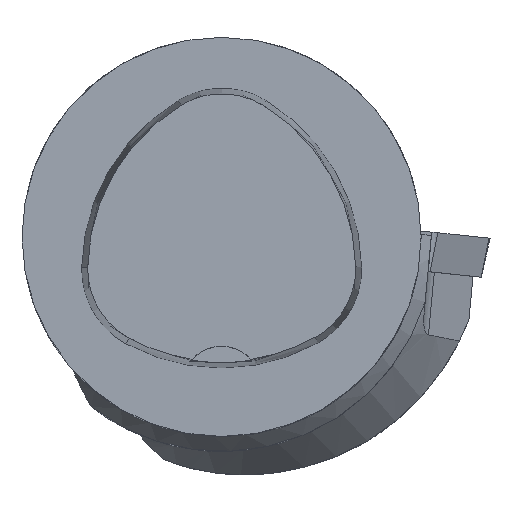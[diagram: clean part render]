
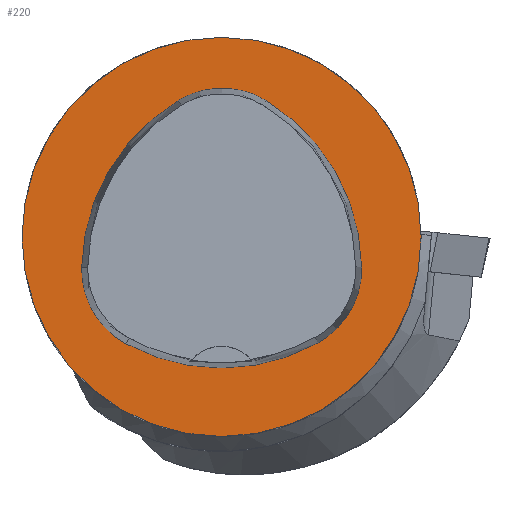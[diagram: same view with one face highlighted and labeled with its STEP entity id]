
A CAD part, top view. The second image highlights one B-rep face of the part: STEP entity #220.
In plain terms, the highlighted planar face has unit normal (0, 0, 1).
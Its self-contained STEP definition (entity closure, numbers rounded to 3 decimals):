
#220=ADVANCED_FACE('',(#423,#424),#264,.T.);
#264=PLANE('',#1262);
#423=FACE_BOUND('',#479,.T.);
#424=FACE_BOUND('',#480,.T.);
#479=EDGE_LOOP('',(#675,#676,#677,#678,#679,#680));
#480=EDGE_LOOP('',(#681));
#675=ORIENTED_EDGE('',*,*,#1004,.F.);
#676=ORIENTED_EDGE('',*,*,#999,.F.);
#677=ORIENTED_EDGE('',*,*,#994,.F.);
#678=ORIENTED_EDGE('',*,*,#991,.F.);
#679=ORIENTED_EDGE('',*,*,#988,.F.);
#680=ORIENTED_EDGE('',*,*,#984,.F.);
#681=ORIENTED_EDGE('',*,*,#1007,.T.);
#869=VERTEX_POINT('',#1989);
#870=VERTEX_POINT('',#1990);
#873=VERTEX_POINT('',#1998);
#875=VERTEX_POINT('',#2004);
#877=VERTEX_POINT('',#2010);
#881=VERTEX_POINT('',#2023);
#885=VERTEX_POINT('',#2041);
#984=EDGE_CURVE('',#869,#870,#1077,.T.);
#988=EDGE_CURVE('',#870,#873,#1079,.T.);
#991=EDGE_CURVE('',#873,#875,#1081,.T.);
#994=EDGE_CURVE('',#875,#877,#1083,.T.);
#999=EDGE_CURVE('',#877,#881,#1086,.T.);
#1004=EDGE_CURVE('',#881,#869,#1089,.T.);
#1007=EDGE_CURVE('',#885,#885,#1092,.T.);
#1077=CIRCLE('',#1239,20.);
#1079=CIRCLE('',#1242,8.5);
#1081=CIRCLE('',#1245,20.);
#1083=CIRCLE('',#1248,8.5);
#1086=CIRCLE('',#1252,20.);
#1089=CIRCLE('',#1256,8.5);
#1092=CIRCLE('',#1261,20.);
#1239=AXIS2_PLACEMENT_3D('',#1988,#1469,#1470);
#1242=AXIS2_PLACEMENT_3D('',#1997,#1477,#1478);
#1245=AXIS2_PLACEMENT_3D('',#2003,#1484,#1485);
#1248=AXIS2_PLACEMENT_3D('',#2009,#1491,#1492);
#1252=AXIS2_PLACEMENT_3D('',#2022,#1500,#1501);
#1256=AXIS2_PLACEMENT_3D('',#2035,#1509,#1510);
#1261=AXIS2_PLACEMENT_3D('',#2040,#1519,#1520);
#1262=AXIS2_PLACEMENT_3D('',#2042,#1521,#1522);
#1469=DIRECTION('',(0.,0.,1.));
#1470=DIRECTION('',(1.,0.,0.));
#1477=DIRECTION('',(0.,0.,1.));
#1478=DIRECTION('',(1.,0.,0.));
#1484=DIRECTION('',(0.,0.,1.));
#1485=DIRECTION('',(1.,0.,0.));
#1491=DIRECTION('',(0.,0.,1.));
#1492=DIRECTION('',(1.,0.,0.));
#1500=DIRECTION('',(0.,0.,1.));
#1501=DIRECTION('',(1.,0.,0.));
#1509=DIRECTION('',(0.,0.,1.));
#1510=DIRECTION('',(1.,0.,0.));
#1519=DIRECTION('',(0.,0.,1.));
#1520=DIRECTION('',(1.,0.,0.));
#1521=DIRECTION('',(0.,0.,1.));
#1522=DIRECTION('',(-1.,0.,0.));
#1988=CARTESIAN_POINT('',(-5.955,-3.414,0.));
#1989=CARTESIAN_POINT('',(14.041,-3.042,0.));
#1990=CARTESIAN_POINT('',(4.472,13.653,0.));
#1997=CARTESIAN_POINT('',(0.04,6.4,0.));
#1998=CARTESIAN_POINT('',(-4.347,13.68,0.));
#2003=CARTESIAN_POINT('',(5.976,-3.45,0.));
#2004=CARTESIAN_POINT('',(-14.021,-3.075,0.));
#2009=CARTESIAN_POINT('',(-5.522,-3.235,0.));
#2010=CARTESIAN_POINT('',(-9.588,-10.699,0.));
#2022=CARTESIAN_POINT('',(-0.022,6.864,0.));
#2023=CARTESIAN_POINT('',(9.655,-10.639,0.));
#2035=CARTESIAN_POINT('',(5.543,-3.2,0.));
#2040=CARTESIAN_POINT('',(0.,0.,0.));
#2041=CARTESIAN_POINT('',(20.,0.,0.));
#2042=CARTESIAN_POINT('',(0.,0.,0.));
